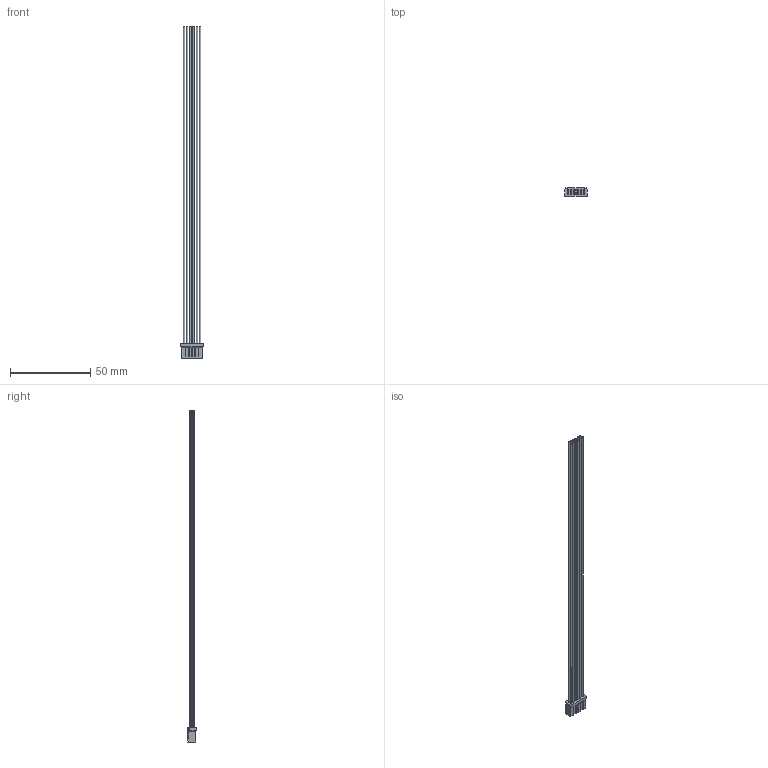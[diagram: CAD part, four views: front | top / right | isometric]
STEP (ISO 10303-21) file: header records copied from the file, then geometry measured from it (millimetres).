
FILE_DESCRIPTION (( 'STEP AP214' ), '1' );
FILE_NAME ('FWJL24-S12030GN-01_REF.STEP', '2024-07-25T02:34:14', ( '' ), ( '' ), 'SwSTEP 2.0', 'SolidWorks 2021', '' );
FILE_SCHEMA (( 'AUTOMOTIVE_DESIGN' ));
Length unit declared in the file: millimetre
Products named in the file (1): FWJL24-S12030GN-01_REF
Bounding box: 14 x 5.5 x 207 mm (x, y, z)
Volume: 2340.8 mm3; surface area: 8298.6 mm2
Topology: 1 solids, 1 shells, 166 faces, 380 edges, 252 vertices
Faces by surface type: plane 94, cylinder 72
Entity records: 4750 total; most frequent: DIRECTION 858, CARTESIAN_POINT 799, ORIENTED_EDGE 760, EDGE_CURVE 380, AXIS2_PLACEMENT_3D 311, VERTEX_POINT 252, LINE 236, VECTOR 236
